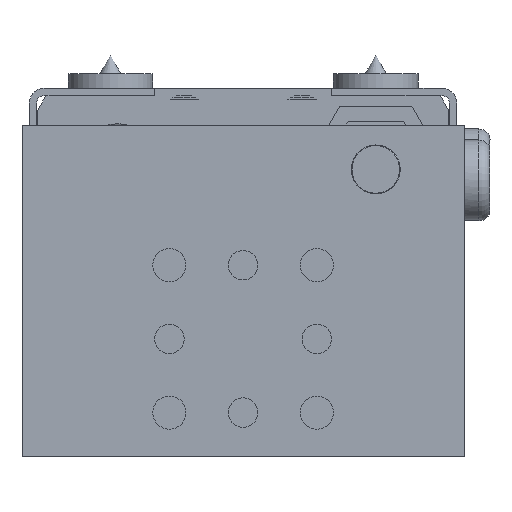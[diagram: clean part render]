
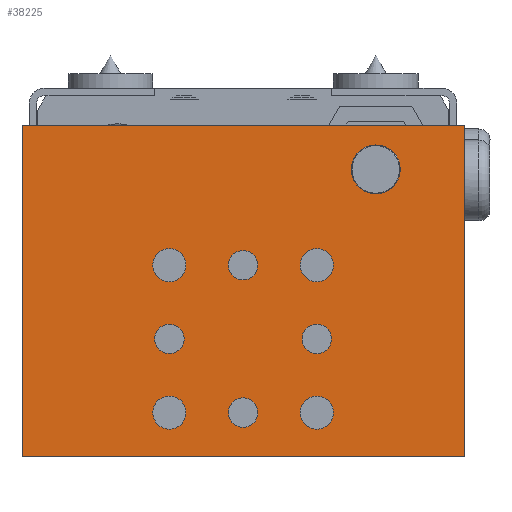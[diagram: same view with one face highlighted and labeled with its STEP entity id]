
A CAD part, left-side view. The second image highlights one B-rep face of the part: STEP entity #38225.
In plain terms, the highlighted face is planar.
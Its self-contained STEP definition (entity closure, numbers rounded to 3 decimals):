
#37708=CARTESIAN_POINT('',(230.,2.,25.));
#37709=VERTEX_POINT('',#37708);
#37710=CARTESIAN_POINT('',(230.,0.,25.));
#37711=DIRECTION('',(-1.0,0.0,0.0));
#37712=DIRECTION('',(0.0,-1.0,0.0));
#37713=AXIS2_PLACEMENT_3D('',#37710,#37711,#37712);
#37714=CIRCLE('',#37713,2.0);
#37715=EDGE_CURVE('',#37709,#37709,#37714,.T.);
#37728=CARTESIAN_POINT('',(230.,12.,15.));
#37729=VERTEX_POINT('',#37728);
#37730=CARTESIAN_POINT('',(230.,10.,15.));
#37731=DIRECTION('',(-1.0,0.0,0.0));
#37732=DIRECTION('',(0.0,-1.0,0.0));
#37733=AXIS2_PLACEMENT_3D('',#37730,#37731,#37732);
#37734=CIRCLE('',#37733,2.0);
#37735=EDGE_CURVE('',#37729,#37729,#37734,.T.);
#37748=CARTESIAN_POINT('',(230.,-8.,15.));
#37749=VERTEX_POINT('',#37748);
#37750=CARTESIAN_POINT('',(230.,-10.,15.));
#37751=DIRECTION('',(-1.0,0.0,0.0));
#37752=DIRECTION('',(0.0,-1.0,0.0));
#37753=AXIS2_PLACEMENT_3D('',#37750,#37751,#37752);
#37754=CIRCLE('',#37753,2.0);
#37755=EDGE_CURVE('',#37749,#37749,#37754,.T.);
#37768=CARTESIAN_POINT('',(230.,2.,5.));
#37769=VERTEX_POINT('',#37768);
#37770=CARTESIAN_POINT('',(230.,0.,5.));
#37771=DIRECTION('',(-1.0,0.0,0.0));
#37772=DIRECTION('',(0.0,-1.0,0.0));
#37773=AXIS2_PLACEMENT_3D('',#37770,#37771,#37772);
#37774=CIRCLE('',#37773,2.0);
#37775=EDGE_CURVE('',#37769,#37769,#37774,.T.);
#37828=CARTESIAN_POINT('',(230.,12.25,25.));
#37829=VERTEX_POINT('',#37828);
#37830=CARTESIAN_POINT('',(230.,10.,25.));
#37831=DIRECTION('',(-1.0,0.0,0.0));
#37832=DIRECTION('',(0.0,-1.0,0.0));
#37833=AXIS2_PLACEMENT_3D('',#37830,#37831,#37832);
#37834=CIRCLE('',#37833,2.25);
#37835=EDGE_CURVE('',#37829,#37829,#37834,.T.);
#37888=CARTESIAN_POINT('',(230.,-7.75,5.));
#37889=VERTEX_POINT('',#37888);
#37890=CARTESIAN_POINT('',(230.,-10.,5.));
#37891=DIRECTION('',(-1.0,0.0,0.0));
#37892=DIRECTION('',(0.0,-1.0,0.0));
#37893=AXIS2_PLACEMENT_3D('',#37890,#37891,#37892);
#37894=CIRCLE('',#37893,2.25);
#37895=EDGE_CURVE('',#37889,#37889,#37894,.T.);
#37948=CARTESIAN_POINT('',(230.,-7.75,25.));
#37949=VERTEX_POINT('',#37948);
#37950=CARTESIAN_POINT('',(230.,-10.,25.));
#37951=DIRECTION('',(-1.0,0.0,0.0));
#37952=DIRECTION('',(0.0,-1.0,0.0));
#37953=AXIS2_PLACEMENT_3D('',#37950,#37951,#37952);
#37954=CIRCLE('',#37953,2.25);
#37955=EDGE_CURVE('',#37949,#37949,#37954,.T.);
#38008=CARTESIAN_POINT('',(230.,12.25,5.));
#38009=VERTEX_POINT('',#38008);
#38010=CARTESIAN_POINT('',(230.,10.,5.));
#38011=DIRECTION('',(-1.0,0.0,0.0));
#38012=DIRECTION('',(0.0,-1.0,0.0));
#38013=AXIS2_PLACEMENT_3D('',#38010,#38011,#38012);
#38014=CIRCLE('',#38013,2.25);
#38015=EDGE_CURVE('',#38009,#38009,#38014,.T.);
#38079=CARTESIAN_POINT('',(230.,21.324,38.));
#38080=VERTEX_POINT('',#38079);
#38081=CARTESIAN_POINT('',(230.,18.,38.));
#38082=DIRECTION('',(-1.0,0.0,0.0));
#38083=DIRECTION('',(0.0,-1.0,0.0));
#38084=AXIS2_PLACEMENT_3D('',#38081,#38082,#38083);
#38085=CIRCLE('',#38084,3.324);
#38086=EDGE_CURVE('',#38080,#38080,#38085,.T.);
#38136=CARTESIAN_POINT('',(230.,30.,44.));
#38137=VERTEX_POINT('',#38136);
#38144=CARTESIAN_POINT('',(230.,30.,-1.));
#38145=VERTEX_POINT('',#38144);
#38146=CARTESIAN_POINT('',(230.,30.,44.));
#38147=DIRECTION('',(0.0,0.0,-1.0));
#38148=VECTOR('',#38147,45.);
#38149=LINE('',#38146,#38148);
#38150=EDGE_CURVE('',#38137,#38145,#38149,.T.);
#38168=CARTESIAN_POINT('',(230.,0.,21.5));
#38169=DIRECTION('',(-1.0,0.0,0.0));
#38170=DIRECTION('',(0.0,-1.0,0.0));
#38171=AXIS2_PLACEMENT_3D('',#38168,#38169,#38170);
#38172=PLANE('',#38171);
#38173=CARTESIAN_POINT('',(230.,-30.,-1.));
#38174=VERTEX_POINT('',#38173);
#38175=CARTESIAN_POINT('',(230.,-30.,44.));
#38176=VERTEX_POINT('',#38175);
#38177=CARTESIAN_POINT('',(230.,-30.,-1.));
#38178=DIRECTION('',(0.0,0.0,1.0));
#38179=VECTOR('',#38178,45.0);
#38180=LINE('',#38177,#38179);
#38181=EDGE_CURVE('',#38174,#38176,#38180,.T.);
#38182=ORIENTED_EDGE('',*,*,#38181,.F.);
#38183=CARTESIAN_POINT('',(230.,30.,-1.));
#38184=DIRECTION('',(0.0,-1.0,0.0));
#38185=VECTOR('',#38184,60.0);
#38186=LINE('',#38183,#38185);
#38187=EDGE_CURVE('',#38145,#38174,#38186,.T.);
#38188=ORIENTED_EDGE('',*,*,#38187,.F.);
#38189=ORIENTED_EDGE('',*,*,#38150,.F.);
#38190=CARTESIAN_POINT('',(230.,-30.,44.));
#38191=DIRECTION('',(0.0,1.0,0.0));
#38192=VECTOR('',#38191,60.0);
#38193=LINE('',#38190,#38192);
#38194=EDGE_CURVE('',#38176,#38137,#38193,.T.);
#38195=ORIENTED_EDGE('',*,*,#38194,.F.);
#38196=EDGE_LOOP('',(#38182,#38188,#38189,#38195));
#38197=FACE_OUTER_BOUND('',#38196,.T.);
#38198=ORIENTED_EDGE('',*,*,#37715,.T.);
#38199=EDGE_LOOP('',(#38198));
#38200=FACE_BOUND('',#38199,.T.);
#38201=ORIENTED_EDGE('',*,*,#37735,.T.);
#38202=EDGE_LOOP('',(#38201));
#38203=FACE_BOUND('',#38202,.T.);
#38204=ORIENTED_EDGE('',*,*,#37755,.T.);
#38205=EDGE_LOOP('',(#38204));
#38206=FACE_BOUND('',#38205,.T.);
#38207=ORIENTED_EDGE('',*,*,#37775,.T.);
#38208=EDGE_LOOP('',(#38207));
#38209=FACE_BOUND('',#38208,.T.);
#38210=ORIENTED_EDGE('',*,*,#37835,.T.);
#38211=EDGE_LOOP('',(#38210));
#38212=FACE_BOUND('',#38211,.T.);
#38213=ORIENTED_EDGE('',*,*,#37895,.T.);
#38214=EDGE_LOOP('',(#38213));
#38215=FACE_BOUND('',#38214,.T.);
#38216=ORIENTED_EDGE('',*,*,#37955,.T.);
#38217=EDGE_LOOP('',(#38216));
#38218=FACE_BOUND('',#38217,.T.);
#38219=ORIENTED_EDGE('',*,*,#38015,.T.);
#38220=EDGE_LOOP('',(#38219));
#38221=FACE_BOUND('',#38220,.T.);
#38222=ORIENTED_EDGE('',*,*,#38086,.T.);
#38223=EDGE_LOOP('',(#38222));
#38224=FACE_BOUND('',#38223,.T.);
#38225=ADVANCED_FACE('',(#38197,#38200,#38203,#38206,#38209,#38212,#38215,#38218,#38221,#38224),#38172,.F.);
